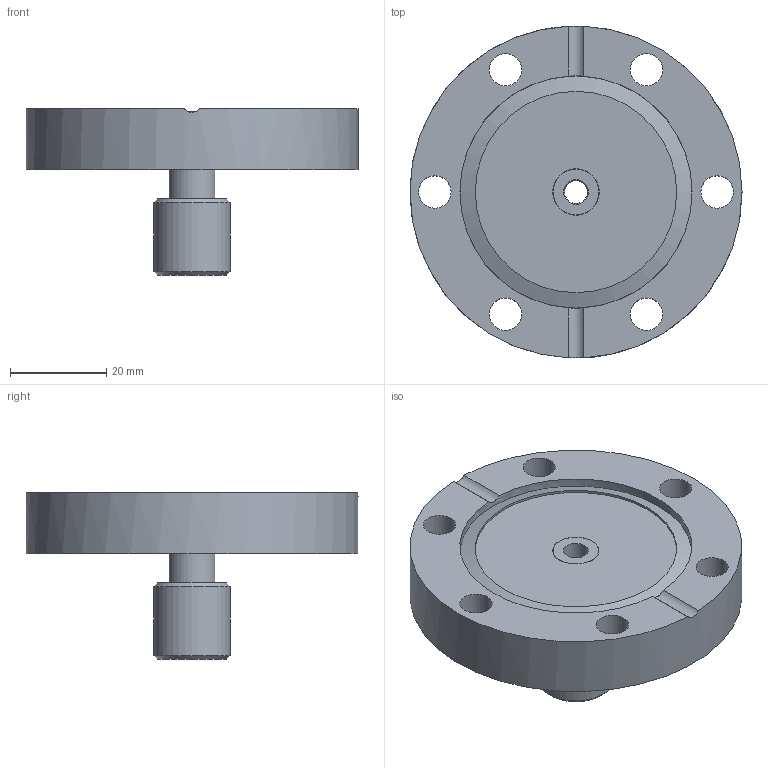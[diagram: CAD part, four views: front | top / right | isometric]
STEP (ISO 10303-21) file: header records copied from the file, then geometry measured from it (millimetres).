
FILE_DESCRIPTION(/* description */ (''),/* implementation_level */ '2;1');
FILE_NAME(/* name */ '5000606a.stp',/* time_stamp */ '2019-07-18T07:50:33-04:00',/* author */ ('Glen_C'),/* organization */ (''),/* preprocessor_version */ 'ST-DEVELOPER v16.13',/* originating_system */ 'Autodesk Inventor 2018',/* authorisation */ '');
FILE_SCHEMA (('AUTOMOTIVE_DESIGN { 1 0 10303 214 3 1 1 }'));
Length unit declared in the file: inch
Products named in the file (1): 5000606_S
Bounding box: 69.09 x 69.09 x 34.62 mm (x, y, z)
Volume: 45440.9 mm3; surface area: 14767.9 mm2
Topology: 2 solids, 5 shells, 48 faces, 109 edges, 74 vertices
Faces by surface type: cylinder 23, plane 15, cone 6, torus 4
Full cylindrical faces by diameter (mm): 4.762 x1, 4.978 x1, 5.131 x2, 6.731 x6, 7.925 x2, 9.525 x1, 9.652 x1, 10.668 x2, 11.328 x1, 15.875 x1, 41.91 x1, 48.311 x1, 69.088 x1
Entity records: 1291 total; most frequent: CARTESIAN_POINT 225, DIRECTION 208, ORIENTED_EDGE 126, EDGE_LOOP 104, AXIS2_PLACEMENT_3D 102, EDGE_CURVE 63, VERTEX_POINT 59, FACE_BOUND 56
